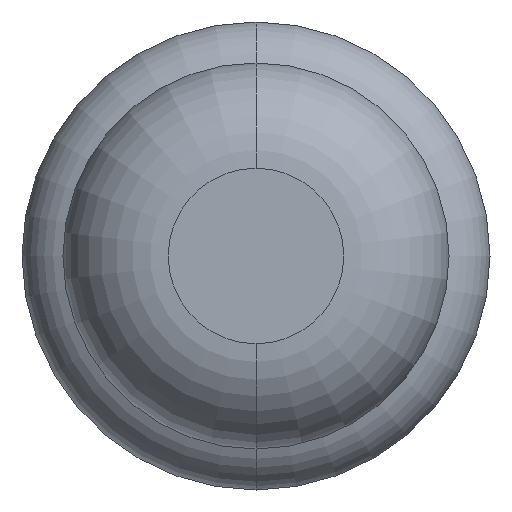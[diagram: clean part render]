
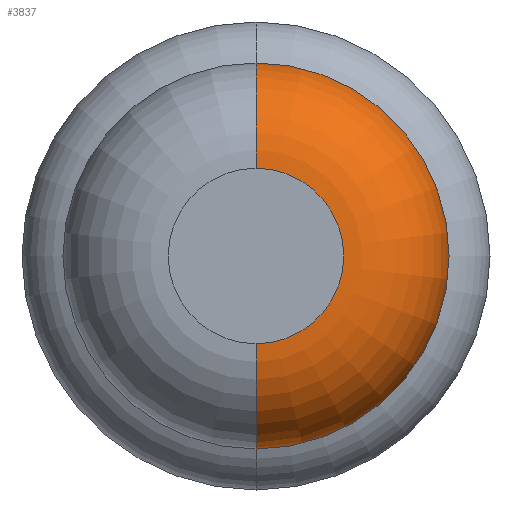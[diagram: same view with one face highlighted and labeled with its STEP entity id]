
A CAD part, front view. The second image highlights one B-rep face of the part: STEP entity #3837.
In plain terms, the highlighted toroidal (fillet/blend) face has major radius 0.375 mm and minor radius 0.45 mm.
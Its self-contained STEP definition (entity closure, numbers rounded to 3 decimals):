
#96 = CARTESIAN_POINT ( 'NONE',  ( 0., -28.55, 0. ) ) ;
#119 = ORIENTED_EDGE ( 'NONE', *, *, #2041, .T. ) ;
#217 = DIRECTION ( 'NONE',  ( 0., 0., 1. ) ) ;
#415 = CIRCLE ( 'NONE', #1959, 0.375 ) ;
#417 = CIRCLE ( 'NONE', #2213, 0.45 ) ;
#443 = CARTESIAN_POINT ( 'NONE',  ( 0., -29., 0. ) ) ;
#457 = DIRECTION ( 'NONE',  ( 0., 1., 0. ) ) ;
#717 = AXIS2_PLACEMENT_3D ( 'NONE', #96, #3220, #2561 ) ;
#791 = EDGE_CURVE ( 'NONE', #3002, #3997, #4317, .T. ) ;
#813 = ORIENTED_EDGE ( 'NONE', *, *, #791, .F. ) ;
#916 = FACE_OUTER_BOUND ( 'NONE', #1690, .T. ) ;
#940 = VERTEX_POINT ( 'NONE', #1860 ) ;
#1476 = CARTESIAN_POINT ( 'NONE',  ( 0., -29., 0.375 ) ) ;
#1568 = VERTEX_POINT ( 'NONE', #3048 ) ;
#1608 = DIRECTION ( 'NONE',  ( 1., 0., 0. ) ) ;
#1668 = DIRECTION ( 'NONE',  ( 0., 1., 0. ) ) ;
#1690 = EDGE_LOOP ( 'NONE', ( #2412, #119, #1973, #813 ) ) ;
#1769 = DIRECTION ( 'NONE',  ( -1., 0., 0. ) ) ;
#1860 = CARTESIAN_POINT ( 'NONE',  ( 0., -29., -0.375 ) ) ;
#1959 = AXIS2_PLACEMENT_3D ( 'NONE', #443, #457, #3198 ) ;
#1973 = ORIENTED_EDGE ( 'NONE', *, *, #3576, .F. ) ;
#1986 = CARTESIAN_POINT ( 'NONE',  ( 0., -28.55, 0. ) ) ;
#2041 = EDGE_CURVE ( 'NONE', #940, #1568, #417, .T. ) ;
#2213 = AXIS2_PLACEMENT_3D ( 'NONE', #2295, #1608, #2628 ) ;
#2295 = CARTESIAN_POINT ( 'NONE',  ( 0., -28.55, -0.375 ) ) ;
#2412 = ORIENTED_EDGE ( 'NONE', *, *, #4418, .T. ) ;
#2420 = TOROIDAL_SURFACE ( 'NONE', #717, 0.375, 0.45 ) ;
#2561 = DIRECTION ( 'NONE',  ( 0., 0., 1. ) ) ;
#2628 = DIRECTION ( 'NONE',  ( 0., 0., -1. ) ) ;
#2765 = AXIS2_PLACEMENT_3D ( 'NONE', #4144, #1769, #3512 ) ;
#3002 = VERTEX_POINT ( 'NONE', #1476 ) ;
#3048 = CARTESIAN_POINT ( 'NONE',  ( 0., -28.55, -0.825 ) ) ;
#3102 = CIRCLE ( 'NONE', #3721, 0.825 ) ;
#3198 = DIRECTION ( 'NONE',  ( 0., 0., 1. ) ) ;
#3220 = DIRECTION ( 'NONE',  ( 0., 1., 0. ) ) ;
#3512 = DIRECTION ( 'NONE',  ( 0., 0., 1. ) ) ;
#3576 = EDGE_CURVE ( 'Defeature ausgef�hrt1_9+Defeature ausgef�hrt1_8+Defeature ausgef�hrt1_8+Defeature ausgef�hrt1_8', #3997, #1568, #3102, .T. ) ;
#3721 = AXIS2_PLACEMENT_3D ( 'NONE', #1986, #1668, #217 ) ;
#3837 = ADVANCED_FACE ( 'Defeature ausgef�hrt1_8', ( #916 ), #2420, .T. ) ;
#3953 = CARTESIAN_POINT ( 'NONE',  ( 0., -28.55, 0.825 ) ) ;
#3997 = VERTEX_POINT ( 'NONE', #3953 ) ;
#4144 = CARTESIAN_POINT ( 'NONE',  ( 0., -28.55, 0.375 ) ) ;
#4317 = CIRCLE ( 'NONE', #2765, 0.45 ) ;
#4418 = EDGE_CURVE ( 'Defeature ausgef�hrt1_8+Defeature ausgef�hrt1_7+Defeature ausgef�hrt1_7+Defeature ausgef�hrt1_7', #3002, #940, #415, .T. ) ;
